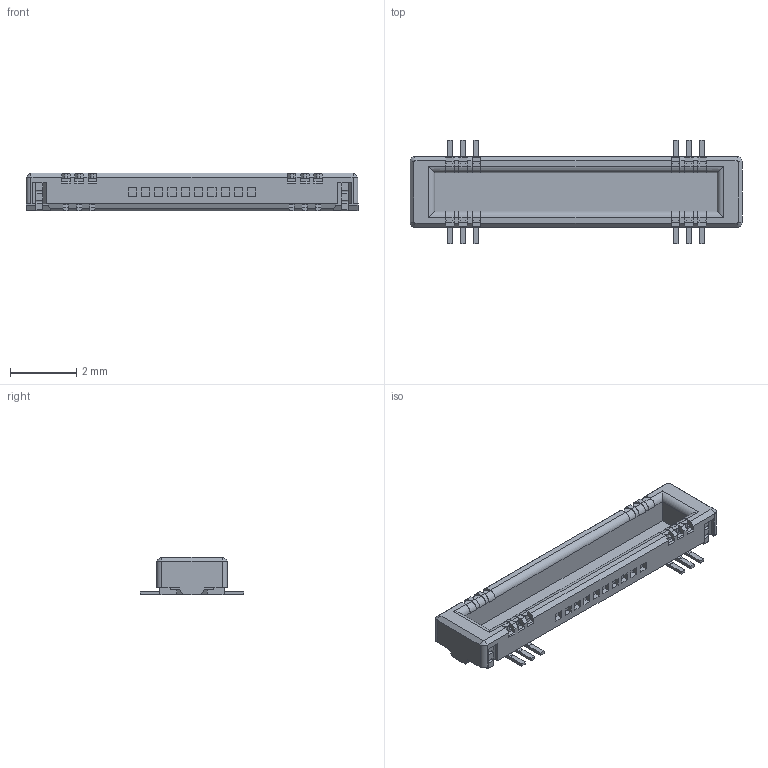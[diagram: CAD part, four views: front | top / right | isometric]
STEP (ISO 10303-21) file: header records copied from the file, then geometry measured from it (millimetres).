
FILE_DESCRIPTION(/* description */ (''),/* implementation_level */ '2;1');
FILE_NAME(/* name */ 'MOLEX_55909-0474.stp',/* time_stamp */ '2016-11-14T14:56:20+01:00',/* author */ ('jchouvet'),/* organization */ (''),/* preprocessor_version */ 'ST-DEVELOPER v16.1',/* originating_system */ 'AutoCAD Mechanical',/* authorisation */ '');
FILE_SCHEMA (('AUTOMOTIVE_DESIGN { 1 0 10303 214 3 1 1 }'));
Length unit declared in the file: millimetre
Products named in the file (1): Product
Bounding box: 10 x 3.13 x 1.14 mm (x, y, z)
Volume: 13.1 mm3; surface area: 103.4 mm2
Topology: 29 solids, 29 shells, 641 faces, 1741 edges, 1182 vertices
Faces by surface type: plane 576, cylinder 61, cone 4
Full cylindrical faces by diameter (mm): 0.55 x1
Entity records: 20078 total; most frequent: CARTESIAN_POINT 3756, ORIENTED_EDGE 3480, DIRECTION 3098, EDGE_CURVE 1740, LINE 1570, VECTOR 1570, VERTEX_POINT 1182, AXIS2_PLACEMENT_3D 764
